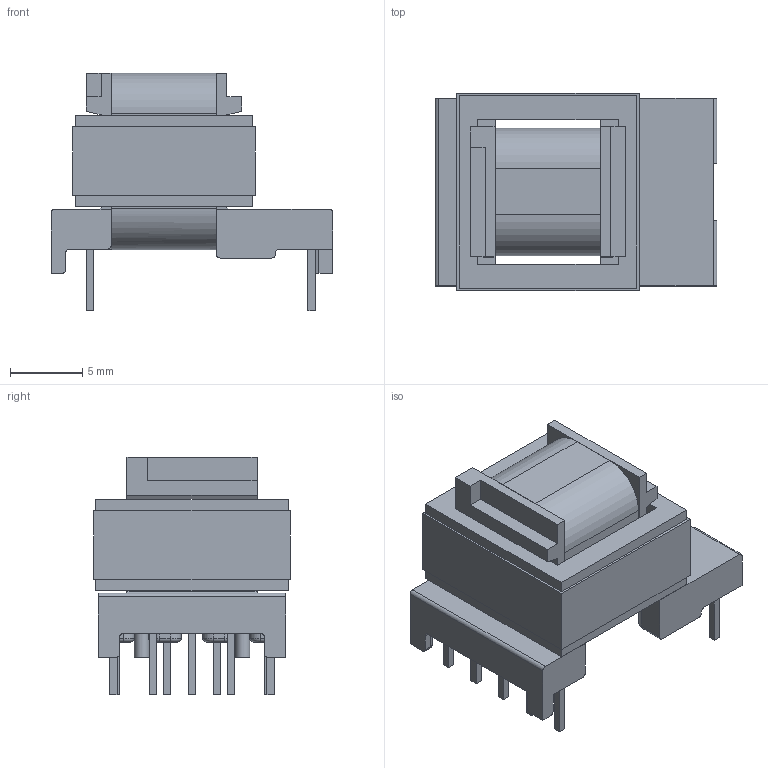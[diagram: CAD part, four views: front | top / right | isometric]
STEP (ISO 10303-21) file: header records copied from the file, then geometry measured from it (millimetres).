
FILE_DESCRIPTION(/* description */ ('Unknown'),/* implementation_level */ '2;1');
FILE_NAME(/* name */ 'T_Wurth_WE-OLEE-EE13_6_6',/* time_stamp */ '2025-12-26T10:00:11+08:00',/* author */ ('Unknown'),/* organization */ ('Unknown'),/* preprocessor_version */ 'ST-DEVELOPER v19.4',/* originating_system */ 'Solid Edge',/* authorisation */ 'Unknown');
FILE_SCHEMA (('AUTOMOTIVE_DESIGN {1 0 10303 214 3 1 1}'));
Length unit declared in the file: millimetre
Products named in the file (2): T_Wurth_WE-OLEE-EE13_6_6
Assembly tree (1 placements, depth 2):
  T_Wurth_WE-OLEE-EE13_6_6
    T_Wurth_WE-OLEE-EE13_6_6
Bounding box: 19.5 x 13.63 x 16.46 mm (x, y, z)
Volume: 1794 mm3; surface area: 2203 mm2
Topology: 2 solids, 2 shells, 288 faces, 733 edges, 458 vertices
Faces by surface type: plane 171, cylinder 83, torus 30, bspline 4
Entity records: 10745 total; most frequent: CARTESIAN_POINT 1744, ORIENTED_EDGE 1466, DIRECTION 1427, EDGE_CURVE 733, LINE 515, VECTOR 515, VERTEX_POINT 458, AXIS2_PLACEMENT_3D 456
